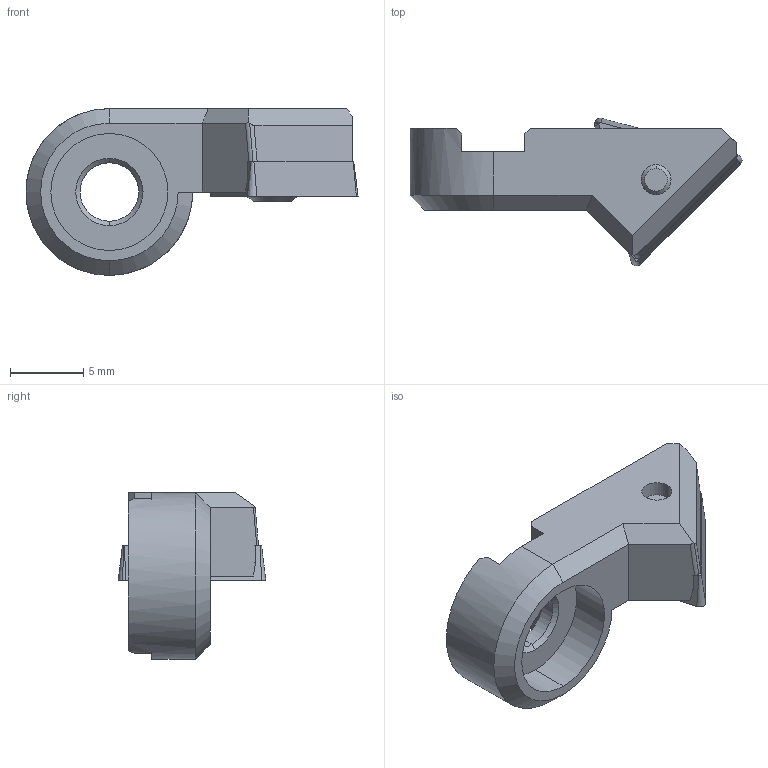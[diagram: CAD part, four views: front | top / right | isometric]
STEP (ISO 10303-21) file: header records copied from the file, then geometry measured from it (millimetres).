
FILE_DESCRIPTION(('no description'),'unknown implementation level');
FILE_NAME('58949734-81F6-4F71-A38F-39D3A4215061_export.stp',' ',('CIMSOURCE GmbH'),('CADClick - KiM GmbH - www.kimweb.de'),'unknown preprocess','ACIS','unknown authorization');
FILE_SCHEMA(('automotive_design'));
Length unit declared in the file: millimetre
Products named in the file (3): 626.433 Kaiser ENH3 TC11 45�|694.122 Kaiser ETL M2.5x6.5 T7 IP 10S_309.301;Kreismuster1; 626.433 Kaiser ENH3 TC11 45�|655.383 Kaiser TCGT 110204 K10C;Kombinieren1; 626.433 Kaiser ENH3 TC11 45�|626.433 Kaiser ENH3 TC11 45�;Fillet2
Bounding box: 22.7 x 10.08 x 11.4 mm (x, y, z)
Volume: 739.2 mm3; surface area: 990.3 mm2
Topology: 3 solids, 3 shells, 95 faces, 236 edges, 149 vertices
Faces by surface type: cylinder 35, plane 33, cone 23, torus 4
Entity records: 5619 total; most frequent: DIRECTION 535, CARTESIAN_POINT 511, STYLED_ITEM 483, PRESENTATION_STYLE_ASSIGNMENT 483, COLOUR_RGB 483, ORIENTED_EDGE 472, EDGE_CURVE 236, CURVE_STYLE 236
